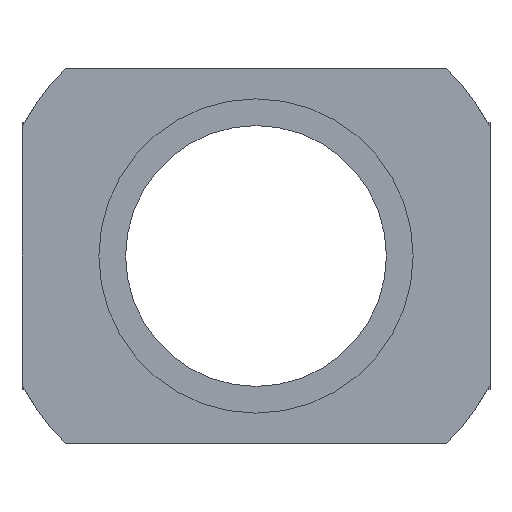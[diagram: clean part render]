
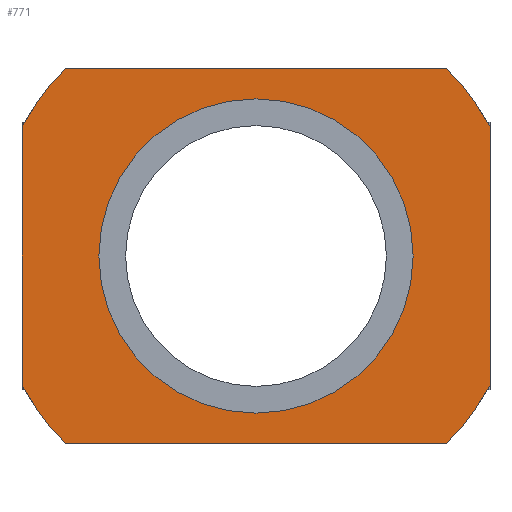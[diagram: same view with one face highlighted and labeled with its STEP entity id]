
A CAD part, front view. The second image highlights one B-rep face of the part: STEP entity #771.
In plain terms, the highlighted planar face has unit normal (0, -1, 0).
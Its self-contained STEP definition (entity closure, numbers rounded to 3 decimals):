
#237 = ORIENTED_EDGE ( 'NONE', *, *, #2557, .T. ) ;
#245 = ORIENTED_EDGE ( 'NONE', *, *, #2540, .T. ) ;
#248 = ORIENTED_EDGE ( 'NONE', *, *, #2533, .T. ) ;
#261 = ORIENTED_EDGE ( 'NONE', *, *, #2532, .T. ) ;
#280 = ORIENTED_EDGE ( 'NONE', *, *, #2535, .F. ) ;
#285 = ORIENTED_EDGE ( 'NONE', *, *, #2543, .T. ) ;
#287 = ORIENTED_EDGE ( 'NONE', *, *, #2531, .T. ) ;
#300 = ORIENTED_EDGE ( 'NONE', *, *, #2548, .T. ) ;
#303 = ORIENTED_EDGE ( 'NONE', *, *, #2534, .T. ) ;
#309 = ORIENTED_EDGE ( 'NONE', *, *, #2431, .F. ) ;
#551 = CARTESIAN_POINT ( 'NONE',  ( -35., 4.911, 0. ) ) ;
#552 = DIRECTION ( 'NONE',  ( 0., -1., 0. ) ) ;
#553 = DIRECTION ( 'NONE',  ( 0., 0., -1. ) ) ;
#771 = ADVANCED_FACE ( 'NONE', ( #1208, #1200 ), #2683, .T. ) ;
#861 = VERTEX_POINT ( 'NONE', #3286 ) ;
#1022 = VERTEX_POINT ( 'NONE', #3300 ) ;
#1051 = VERTEX_POINT ( 'NONE', #3297 ) ;
#1200 = FACE_OUTER_BOUND ( 'NONE', #1983, .T. ) ;
#1208 = FACE_BOUND ( 'NONE', #1984, .T. ) ;
#1551 = CIRCLE ( 'NONE', #2790, 23.5 ) ;
#1671 = CIRCLE ( 'NONE', #2849, 40. ) ;
#1677 = CIRCLE ( 'NONE', #2848, 40. ) ;
#1679 = CIRCLE ( 'NONE', #2850, 40. ) ;
#1680 = CIRCLE ( 'NONE', #2851, 40. ) ;
#1681 = CIRCLE ( 'NONE', #2852, 23.5 ) ;
#1702 = DIRECTION ( 'NONE',  ( 0., 0., 1. ) ) ;
#1900 = VERTEX_POINT ( 'NONE', #3307 ) ;
#1905 = VERTEX_POINT ( 'NONE', #3314 ) ;
#1960 = VERTEX_POINT ( 'NONE', #3192 ) ;
#1983 = EDGE_LOOP ( 'NONE', ( #285, #303, #237, #248, #245, #261, #300, #287 ) ) ;
#1984 = EDGE_LOOP ( 'NONE', ( #280, #309 ) ) ;
#1992 = VERTEX_POINT ( 'NONE', #3215 ) ;
#2053 = VERTEX_POINT ( 'NONE', #3251 ) ;
#2079 = VERTEX_POINT ( 'NONE', #3265 ) ;
#2080 = VERTEX_POINT ( 'NONE', #3266 ) ;
#2165 = CARTESIAN_POINT ( 'NONE',  ( -35., 4.911, 0. ) ) ;
#2166 = DIRECTION ( 'NONE',  ( 0., -1., 0. ) ) ;
#2167 = DIRECTION ( 'NONE',  ( 0., 0., -1. ) ) ;
#2168 = CARTESIAN_POINT ( 'NONE',  ( -35., 4.911, 0. ) ) ;
#2169 = DIRECTION ( 'NONE',  ( 0., -1., 0. ) ) ;
#2170 = DIRECTION ( 'NONE',  ( 0., 0., -1. ) ) ;
#2171 = CARTESIAN_POINT ( 'NONE',  ( -35., 4.911, 0. ) ) ;
#2172 = DIRECTION ( 'NONE',  ( 0., -1., 0. ) ) ;
#2173 = DIRECTION ( 'NONE',  ( 0., 0., -1. ) ) ;
#2176 = CARTESIAN_POINT ( 'NONE',  ( -35., 4.911, 0. ) ) ;
#2177 = DIRECTION ( 'NONE',  ( 0., -1., 0. ) ) ;
#2178 = DIRECTION ( 'NONE',  ( 0., 0., -1. ) ) ;
#2179 = CARTESIAN_POINT ( 'NONE',  ( -35., 4.911, 0. ) ) ;
#2180 = DIRECTION ( 'NONE',  ( 0., -1., 0. ) ) ;
#2181 = DIRECTION ( 'NONE',  ( 0., 0., -1. ) ) ;
#2188 = CARTESIAN_POINT ( 'NONE',  ( -70., 4.911, 28. ) ) ;
#2193 = DIRECTION ( 'NONE',  ( -1., 0., 0. ) ) ;
#2198 = CARTESIAN_POINT ( 'NONE',  ( -70., 4.911, -28. ) ) ;
#2199 = DIRECTION ( 'NONE',  ( 1., 0., 0. ) ) ;
#2203 = CARTESIAN_POINT ( 'NONE',  ( 0., 4.911, 28. ) ) ;
#2208 = CARTESIAN_POINT ( 'NONE',  ( -70., 4.911, 28. ) ) ;
#2209 = DIRECTION ( 'NONE',  ( 0., 0., -1. ) ) ;
#2431 = EDGE_CURVE ( 'NONE', #1051, #2080, #1551, .T. ) ;
#2531 = EDGE_CURVE ( 'NONE', #1900, #1905, #1677, .T. ) ;
#2532 = EDGE_CURVE ( 'NONE', #861, #1992, #1671, .T. ) ;
#2533 = EDGE_CURVE ( 'NONE', #2053, #1022, #1679, .T. ) ;
#2534 = EDGE_CURVE ( 'NONE', #2079, #1960, #1680, .T. ) ;
#2535 = EDGE_CURVE ( 'NONE', #2080, #1051, #1681, .T. ) ;
#2540 = EDGE_CURVE ( 'NONE', #1022, #861, #3063, .T. ) ;
#2543 = EDGE_CURVE ( 'NONE', #1905, #2079, #3067, .T. ) ;
#2548 = EDGE_CURVE ( 'NONE', #1992, #1900, #3081, .T. ) ;
#2557 = EDGE_CURVE ( 'NONE', #1960, #2053, #3098, .T. ) ;
#2673 = DIRECTION ( 'NONE',  ( 0., -1., 0. ) ) ;
#2681 = CARTESIAN_POINT ( 'NONE',  ( 0., 4.911, 0. ) ) ;
#2683 = PLANE ( 'NONE',  #3051 ) ;
#2685 = DIRECTION ( 'NONE',  ( 0., 0., -1. ) ) ;
#2790 = AXIS2_PLACEMENT_3D ( 'NONE', #551, #552, #553 ) ;
#2848 = AXIS2_PLACEMENT_3D ( 'NONE', #2165, #2166, #2167 ) ;
#2849 = AXIS2_PLACEMENT_3D ( 'NONE', #2168, #2169, #2170 ) ;
#2850 = AXIS2_PLACEMENT_3D ( 'NONE', #2171, #2172, #2173 ) ;
#2851 = AXIS2_PLACEMENT_3D ( 'NONE', #2176, #2177, #2178 ) ;
#2852 = AXIS2_PLACEMENT_3D ( 'NONE', #2179, #2180, #2181 ) ;
#3051 = AXIS2_PLACEMENT_3D ( 'NONE', #2681, #2673, #2685 ) ;
#3063 = LINE ( 'NONE', #2188, #3064 ) ;
#3064 = VECTOR ( 'NONE', #2193, 1000. ) ;
#3067 = LINE ( 'NONE', #2198, #3071 ) ;
#3071 = VECTOR ( 'NONE', #2199, 1000. ) ;
#3081 = LINE ( 'NONE', #2208, #3084 ) ;
#3084 = VECTOR ( 'NONE', #2209, 1000. ) ;
#3098 = LINE ( 'NONE', #2203, #3109 ) ;
#3109 = VECTOR ( 'NONE', #1702, 1000. ) ;
#3192 = CARTESIAN_POINT ( 'NONE',  ( 0., 4.911, -19.365 ) ) ;
#3215 = CARTESIAN_POINT ( 'NONE',  ( -70., 4.911, 19.365 ) ) ;
#3251 = CARTESIAN_POINT ( 'NONE',  ( 0., 4.911, 19.365 ) ) ;
#3265 = CARTESIAN_POINT ( 'NONE',  ( -6.434, 4.911, -28. ) ) ;
#3266 = CARTESIAN_POINT ( 'NONE',  ( -35., 4.911, -23.5 ) ) ;
#3286 = CARTESIAN_POINT ( 'NONE',  ( -63.566, 4.911, 28. ) ) ;
#3297 = CARTESIAN_POINT ( 'NONE',  ( -35., 4.911, 23.5 ) ) ;
#3300 = CARTESIAN_POINT ( 'NONE',  ( -6.434, 4.911, 28. ) ) ;
#3307 = CARTESIAN_POINT ( 'NONE',  ( -70., 4.911, -19.365 ) ) ;
#3314 = CARTESIAN_POINT ( 'NONE',  ( -63.566, 4.911, -28. ) ) ;
